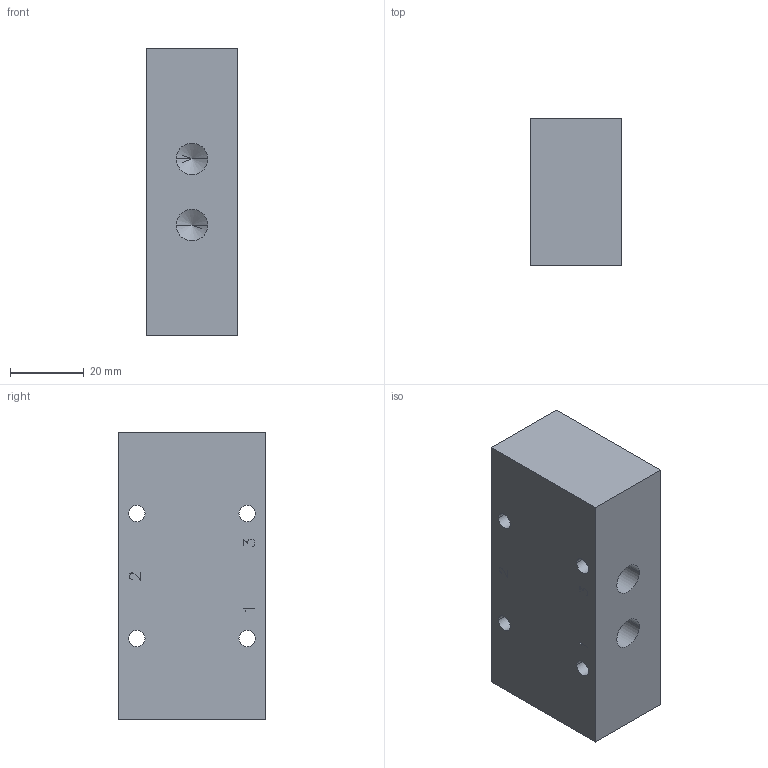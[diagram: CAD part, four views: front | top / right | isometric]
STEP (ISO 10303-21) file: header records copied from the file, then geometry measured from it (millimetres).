
FILE_DESCRIPTION (( 'STEP AP214' ), '1' );
FILE_NAME ('P-05-320_Airtec.step', '2018-12-06T07:51:33', ( '' ), ( '' ), 'SwSTEP 2.0', 'SolidWorks 2010', '' );
FILE_SCHEMA (( 'AUTOMOTIVE_DESIGN' ));
Length unit declared in the file: millimetre
Products named in the file (1): P-05-320_Airtec
Bounding box: 25 x 40 x 78 mm (x, y, z)
Volume: 72992 mm3; surface area: 14977.4 mm2
Topology: 1 solids, 1 shells, 174 faces, 488 edges, 317 vertices
Faces by surface type: plane 146, cylinder 18, cone 10
Entity records: 5488 total; most frequent: CARTESIAN_POINT 970, ORIENTED_EDGE 956, DIRECTION 864, EDGE_CURVE 478, LINE 442, VECTOR 442, VERTEX_POINT 317, AXIS2_PLACEMENT_3D 211
